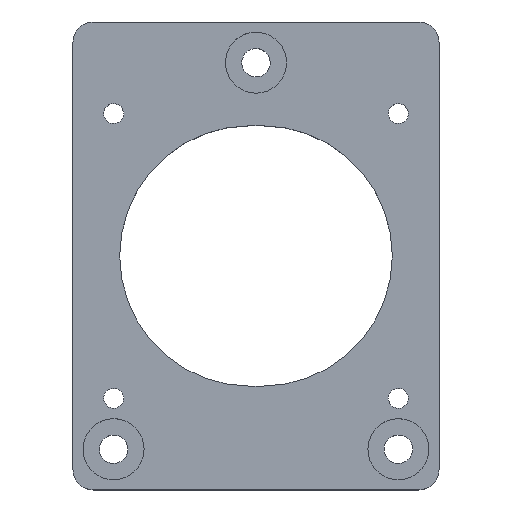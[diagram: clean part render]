
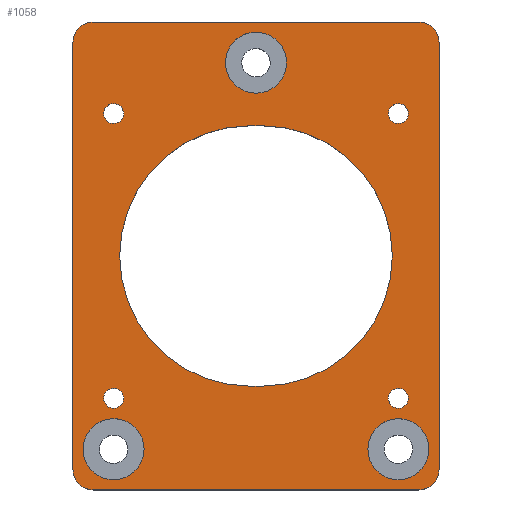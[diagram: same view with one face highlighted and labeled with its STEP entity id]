
A CAD part, top view. The second image highlights one B-rep face of the part: STEP entity #1058.
In plain terms, the highlighted planar face has unit normal (0, 0, 1).
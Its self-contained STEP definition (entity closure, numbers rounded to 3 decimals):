
#308=CARTESIAN_POINT('Vertex',(33.821,32.842,20.)) ;
#322=CARTESIAN_POINT('Vertex',(36.179,37.158,20.)) ;
#325=CARTESIAN_POINT('Axis2P3D Location',(35.,35.,20.)) ;
#342=CARTESIAN_POINT('Axis2P3D Location',(35.,35.,20.)) ;
#365=CARTESIAN_POINT('Vertex',(32.842,-33.821,20.)) ;
#379=CARTESIAN_POINT('Vertex',(37.158,-36.179,20.)) ;
#382=CARTESIAN_POINT('Axis2P3D Location',(35.,-35.,20.)) ;
#399=CARTESIAN_POINT('Axis2P3D Location',(35.,-35.,20.)) ;
#422=CARTESIAN_POINT('Vertex',(-33.821,-32.842,20.)) ;
#436=CARTESIAN_POINT('Vertex',(-36.179,-37.158,20.)) ;
#439=CARTESIAN_POINT('Axis2P3D Location',(-35.,-35.,20.)) ;
#456=CARTESIAN_POINT('Axis2P3D Location',(-35.,-35.,20.)) ;
#477=CARTESIAN_POINT('Vertex',(-1.5,-32.,20.)) ;
#482=CARTESIAN_POINT('Line Origine',(0.,-32.,20.)) ;
#486=CARTESIAN_POINT('Vertex',(1.5,-32.,20.)) ;
#520=CARTESIAN_POINT('Axis2P3D Location',(1.5,0.,20.)) ;
#524=CARTESIAN_POINT('Vertex',(1.5,32.,20.)) ;
#551=CARTESIAN_POINT('Line Origine',(0.,32.,20.)) ;
#555=CARTESIAN_POINT('Vertex',(-1.5,32.,20.)) ;
#580=CARTESIAN_POINT('Axis2P3D Location',(-1.5,0.,20.)) ;
#603=CARTESIAN_POINT('Vertex',(-37.158,36.179,20.)) ;
#617=CARTESIAN_POINT('Vertex',(-32.842,33.821,20.)) ;
#620=CARTESIAN_POINT('Axis2P3D Location',(-35.,35.,20.)) ;
#637=CARTESIAN_POINT('Axis2P3D Location',(-35.,35.,20.)) ;
#654=CARTESIAN_POINT('Axis2P3D Location',(0.,47.5,20.)) ;
#658=CARTESIAN_POINT('Vertex',(6.582,43.904,20.)) ;
#660=CARTESIAN_POINT('Vertex',(-6.582,51.096,20.)) ;
#680=CARTESIAN_POINT('Axis2P3D Location',(0.,47.5,20.)) ;
#697=CARTESIAN_POINT('Axis2P3D Location',(-35.,-47.5,20.)) ;
#701=CARTESIAN_POINT('Vertex',(-28.418,-51.096,20.)) ;
#703=CARTESIAN_POINT('Vertex',(-41.582,-43.904,20.)) ;
#723=CARTESIAN_POINT('Axis2P3D Location',(-35.,-47.5,20.)) ;
#740=CARTESIAN_POINT('Axis2P3D Location',(35.,-47.5,20.)) ;
#744=CARTESIAN_POINT('Vertex',(28.418,-43.904,20.)) ;
#746=CARTESIAN_POINT('Vertex',(41.582,-51.096,20.)) ;
#766=CARTESIAN_POINT('Axis2P3D Location',(35.,-47.5,20.)) ;
#783=CARTESIAN_POINT('Axis2P3D Location',(40.,52.5,20.)) ;
#787=CARTESIAN_POINT('Vertex',(40.,57.5,20.)) ;
#789=CARTESIAN_POINT('Vertex',(45.,52.5,20.)) ;
#829=CARTESIAN_POINT('Vertex',(-40.,57.5,20.)) ;
#832=CARTESIAN_POINT('Line Origine',(0.,57.5,20.)) ;
#854=CARTESIAN_POINT('Axis2P3D Location',(-40.,52.5,20.)) ;
#858=CARTESIAN_POINT('Vertex',(-45.,52.5,20.)) ;
#891=CARTESIAN_POINT('Vertex',(45.,-52.5,20.)) ;
#899=CARTESIAN_POINT('Line Origine',(45.,0.,20.)) ;
#916=CARTESIAN_POINT('Axis2P3D Location',(40.,-52.5,20.)) ;
#920=CARTESIAN_POINT('Vertex',(40.,-57.5,20.)) ;
#953=CARTESIAN_POINT('Vertex',(-45.,-52.5,20.)) ;
#956=CARTESIAN_POINT('Line Origine',(-45.,0.,20.)) ;
#984=CARTESIAN_POINT('Vertex',(-40.,-57.5,20.)) ;
#992=CARTESIAN_POINT('Line Origine',(0.,-57.5,20.)) ;
#1004=CARTESIAN_POINT('Axis2P3D Location',(0.,0.,20.)) ;
#1009=CARTESIAN_POINT('Axis2P3D Location',(-40.,-52.5,20.)) ;
#326=DIRECTION('Axis2P3D Direction',(-0.,0.,-1.)) ;
#343=DIRECTION('Axis2P3D Direction',(-0.,0.,-1.)) ;
#383=DIRECTION('Axis2P3D Direction',(0.,0.,-1.)) ;
#400=DIRECTION('Axis2P3D Direction',(0.,0.,-1.)) ;
#440=DIRECTION('Axis2P3D Direction',(0.,0.,-1.)) ;
#457=DIRECTION('Axis2P3D Direction',(0.,0.,-1.)) ;
#483=DIRECTION('Vector Direction',(1.,0.,0.)) ;
#521=DIRECTION('Axis2P3D Direction',(0.,0.,1.)) ;
#552=DIRECTION('Vector Direction',(1.,0.,0.)) ;
#581=DIRECTION('Axis2P3D Direction',(0.,0.,1.)) ;
#621=DIRECTION('Axis2P3D Direction',(0.,-0.,-1.)) ;
#638=DIRECTION('Axis2P3D Direction',(0.,-0.,-1.)) ;
#655=DIRECTION('Axis2P3D Direction',(0.,-0.,-1.)) ;
#681=DIRECTION('Axis2P3D Direction',(0.,-0.,-1.)) ;
#698=DIRECTION('Axis2P3D Direction',(0.,-0.,-1.)) ;
#724=DIRECTION('Axis2P3D Direction',(0.,-0.,-1.)) ;
#741=DIRECTION('Axis2P3D Direction',(0.,-0.,-1.)) ;
#767=DIRECTION('Axis2P3D Direction',(0.,-0.,-1.)) ;
#784=DIRECTION('Axis2P3D Direction',(0.,-0.,1.)) ;
#833=DIRECTION('Vector Direction',(1.,0.,0.)) ;
#855=DIRECTION('Axis2P3D Direction',(0.,0.,1.)) ;
#900=DIRECTION('Vector Direction',(0.,-1.,0.)) ;
#917=DIRECTION('Axis2P3D Direction',(0.,0.,1.)) ;
#957=DIRECTION('Vector Direction',(0.,1.,0.)) ;
#993=DIRECTION('Vector Direction',(-1.,0.,0.)) ;
#1005=DIRECTION('Axis2P3D Direction',(0.,0.,1.)) ;
#1006=DIRECTION('Axis2P3D XDirection',(1.,0.,0.)) ;
#1010=DIRECTION('Axis2P3D Direction',(0.,0.,1.)) ;
#327=AXIS2_PLACEMENT_3D('Circle Axis2P3D',#325,#326,$) ;
#344=AXIS2_PLACEMENT_3D('Circle Axis2P3D',#342,#343,$) ;
#384=AXIS2_PLACEMENT_3D('Circle Axis2P3D',#382,#383,$) ;
#401=AXIS2_PLACEMENT_3D('Circle Axis2P3D',#399,#400,$) ;
#441=AXIS2_PLACEMENT_3D('Circle Axis2P3D',#439,#440,$) ;
#458=AXIS2_PLACEMENT_3D('Circle Axis2P3D',#456,#457,$) ;
#522=AXIS2_PLACEMENT_3D('Circle Axis2P3D',#520,#521,$) ;
#582=AXIS2_PLACEMENT_3D('Circle Axis2P3D',#580,#581,$) ;
#622=AXIS2_PLACEMENT_3D('Circle Axis2P3D',#620,#621,$) ;
#639=AXIS2_PLACEMENT_3D('Circle Axis2P3D',#637,#638,$) ;
#656=AXIS2_PLACEMENT_3D('Circle Axis2P3D',#654,#655,$) ;
#682=AXIS2_PLACEMENT_3D('Circle Axis2P3D',#680,#681,$) ;
#699=AXIS2_PLACEMENT_3D('Circle Axis2P3D',#697,#698,$) ;
#725=AXIS2_PLACEMENT_3D('Circle Axis2P3D',#723,#724,$) ;
#742=AXIS2_PLACEMENT_3D('Circle Axis2P3D',#740,#741,$) ;
#768=AXIS2_PLACEMENT_3D('Circle Axis2P3D',#766,#767,$) ;
#785=AXIS2_PLACEMENT_3D('Circle Axis2P3D',#783,#784,$) ;
#856=AXIS2_PLACEMENT_3D('Circle Axis2P3D',#854,#855,$) ;
#918=AXIS2_PLACEMENT_3D('Circle Axis2P3D',#916,#917,$) ;
#1007=AXIS2_PLACEMENT_3D('Plane Axis2P3D',#1004,#1005,#1006) ;
#1011=AXIS2_PLACEMENT_3D('Circle Axis2P3D',#1009,#1010,$) ;
#1015=ORIENTED_EDGE('',*,*,#996,.T.) ;
#1016=ORIENTED_EDGE('',*,*,#922,.F.) ;
#1017=ORIENTED_EDGE('',*,*,#903,.T.) ;
#1018=ORIENTED_EDGE('',*,*,#791,.F.) ;
#1019=ORIENTED_EDGE('',*,*,#836,.T.) ;
#1020=ORIENTED_EDGE('',*,*,#860,.F.) ;
#1021=ORIENTED_EDGE('',*,*,#960,.T.) ;
#1022=ORIENTED_EDGE('',*,*,#1013,.F.) ;
#1025=ORIENTED_EDGE('',*,*,#748,.F.) ;
#1026=ORIENTED_EDGE('',*,*,#770,.F.) ;
#1029=ORIENTED_EDGE('',*,*,#727,.F.) ;
#1030=ORIENTED_EDGE('',*,*,#705,.F.) ;
#1033=ORIENTED_EDGE('',*,*,#684,.F.) ;
#1034=ORIENTED_EDGE('',*,*,#662,.F.) ;
#1037=ORIENTED_EDGE('',*,*,#641,.F.) ;
#1038=ORIENTED_EDGE('',*,*,#624,.F.) ;
#1041=ORIENTED_EDGE('',*,*,#584,.F.) ;
#1042=ORIENTED_EDGE('',*,*,#557,.F.) ;
#1043=ORIENTED_EDGE('',*,*,#526,.F.) ;
#1044=ORIENTED_EDGE('',*,*,#488,.F.) ;
#1047=ORIENTED_EDGE('',*,*,#460,.F.) ;
#1048=ORIENTED_EDGE('',*,*,#443,.F.) ;
#1051=ORIENTED_EDGE('',*,*,#403,.F.) ;
#1052=ORIENTED_EDGE('',*,*,#386,.F.) ;
#1055=ORIENTED_EDGE('',*,*,#346,.F.) ;
#1056=ORIENTED_EDGE('',*,*,#329,.F.) ;
#1027=FACE_BOUND('',#1024,.T.) ;
#1031=FACE_BOUND('',#1028,.T.) ;
#1035=FACE_BOUND('',#1032,.T.) ;
#1039=FACE_BOUND('',#1036,.T.) ;
#1045=FACE_BOUND('',#1040,.T.) ;
#1049=FACE_BOUND('',#1046,.T.) ;
#1053=FACE_BOUND('',#1050,.T.) ;
#1057=FACE_BOUND('',#1054,.T.) ;
#484=VECTOR('Line Direction',#483,1.) ;
#553=VECTOR('Line Direction',#552,1.) ;
#834=VECTOR('Line Direction',#833,1.) ;
#901=VECTOR('Line Direction',#900,1.) ;
#958=VECTOR('Line Direction',#957,1.) ;
#994=VECTOR('Line Direction',#993,1.) ;
#1058=ADVANCED_FACE('Corps principal',(#1023,#1027,#1031,#1035,#1039,#1045,#1049,#1053,#1057),#1008,.T.) ;
#328=CIRCLE('generated circle',#327,2.459) ;
#345=CIRCLE('generated circle',#344,2.459) ;
#385=CIRCLE('generated circle',#384,2.459) ;
#402=CIRCLE('generated circle',#401,2.459) ;
#442=CIRCLE('generated circle',#441,2.459) ;
#459=CIRCLE('generated circle',#458,2.459) ;
#523=CIRCLE('generated circle',#522,32.) ;
#583=CIRCLE('generated circle',#582,32.) ;
#623=CIRCLE('generated circle',#622,2.459) ;
#640=CIRCLE('generated circle',#639,2.459) ;
#657=CIRCLE('generated circle',#656,7.5) ;
#683=CIRCLE('generated circle',#682,7.5) ;
#700=CIRCLE('generated circle',#699,7.5) ;
#726=CIRCLE('generated circle',#725,7.5) ;
#743=CIRCLE('generated circle',#742,7.5) ;
#769=CIRCLE('generated circle',#768,7.5) ;
#786=CIRCLE('generated circle',#785,5.) ;
#857=CIRCLE('generated circle',#856,5.) ;
#919=CIRCLE('generated circle',#918,5.) ;
#1012=CIRCLE('generated circle',#1011,5.) ;
#329=EDGE_CURVE('',#323,#309,#328,.F.) ;
#346=EDGE_CURVE('',#309,#323,#345,.F.) ;
#386=EDGE_CURVE('',#380,#366,#385,.F.) ;
#403=EDGE_CURVE('',#366,#380,#402,.F.) ;
#443=EDGE_CURVE('',#437,#423,#442,.F.) ;
#460=EDGE_CURVE('',#423,#437,#459,.F.) ;
#488=EDGE_CURVE('',#478,#487,#485,.T.) ;
#526=EDGE_CURVE('',#487,#525,#523,.T.) ;
#557=EDGE_CURVE('',#525,#556,#554,.F.) ;
#584=EDGE_CURVE('',#556,#478,#583,.T.) ;
#624=EDGE_CURVE('',#618,#604,#623,.F.) ;
#641=EDGE_CURVE('',#604,#618,#640,.F.) ;
#662=EDGE_CURVE('',#659,#661,#657,.F.) ;
#684=EDGE_CURVE('',#661,#659,#683,.F.) ;
#705=EDGE_CURVE('',#702,#704,#700,.F.) ;
#727=EDGE_CURVE('',#704,#702,#726,.F.) ;
#748=EDGE_CURVE('',#745,#747,#743,.F.) ;
#770=EDGE_CURVE('',#747,#745,#769,.F.) ;
#791=EDGE_CURVE('',#788,#790,#786,.F.) ;
#836=EDGE_CURVE('',#788,#830,#835,.F.) ;
#860=EDGE_CURVE('',#859,#830,#857,.F.) ;
#903=EDGE_CURVE('',#892,#790,#902,.F.) ;
#922=EDGE_CURVE('',#892,#921,#919,.F.) ;
#960=EDGE_CURVE('',#859,#954,#959,.F.) ;
#996=EDGE_CURVE('',#985,#921,#995,.F.) ;
#1013=EDGE_CURVE('',#985,#954,#1012,.F.) ;
#1014=EDGE_LOOP('',(#1015,#1016,#1017,#1018,#1019,#1020,#1021,#1022)) ;
#1024=EDGE_LOOP('',(#1025,#1026)) ;
#1028=EDGE_LOOP('',(#1029,#1030)) ;
#1032=EDGE_LOOP('',(#1033,#1034)) ;
#1036=EDGE_LOOP('',(#1037,#1038)) ;
#1040=EDGE_LOOP('',(#1041,#1042,#1043,#1044)) ;
#1046=EDGE_LOOP('',(#1047,#1048)) ;
#1050=EDGE_LOOP('',(#1051,#1052)) ;
#1054=EDGE_LOOP('',(#1055,#1056)) ;
#1023=FACE_OUTER_BOUND('',#1014,.T.) ;
#485=LINE('Line',#482,#484) ;
#554=LINE('Line',#551,#553) ;
#835=LINE('Line',#832,#834) ;
#902=LINE('Line',#899,#901) ;
#959=LINE('Line',#956,#958) ;
#995=LINE('Line',#992,#994) ;
#1008=PLANE('',#1007) ;
#309=VERTEX_POINT('',#308) ;
#323=VERTEX_POINT('',#322) ;
#366=VERTEX_POINT('',#365) ;
#380=VERTEX_POINT('',#379) ;
#423=VERTEX_POINT('',#422) ;
#437=VERTEX_POINT('',#436) ;
#478=VERTEX_POINT('',#477) ;
#487=VERTEX_POINT('',#486) ;
#525=VERTEX_POINT('',#524) ;
#556=VERTEX_POINT('',#555) ;
#604=VERTEX_POINT('',#603) ;
#618=VERTEX_POINT('',#617) ;
#659=VERTEX_POINT('',#658) ;
#661=VERTEX_POINT('',#660) ;
#702=VERTEX_POINT('',#701) ;
#704=VERTEX_POINT('',#703) ;
#745=VERTEX_POINT('',#744) ;
#747=VERTEX_POINT('',#746) ;
#788=VERTEX_POINT('',#787) ;
#790=VERTEX_POINT('',#789) ;
#830=VERTEX_POINT('',#829) ;
#859=VERTEX_POINT('',#858) ;
#892=VERTEX_POINT('',#891) ;
#921=VERTEX_POINT('',#920) ;
#954=VERTEX_POINT('',#953) ;
#985=VERTEX_POINT('',#984) ;
